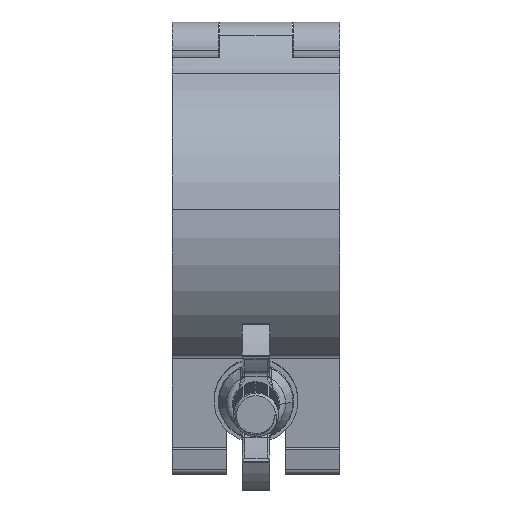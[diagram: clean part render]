
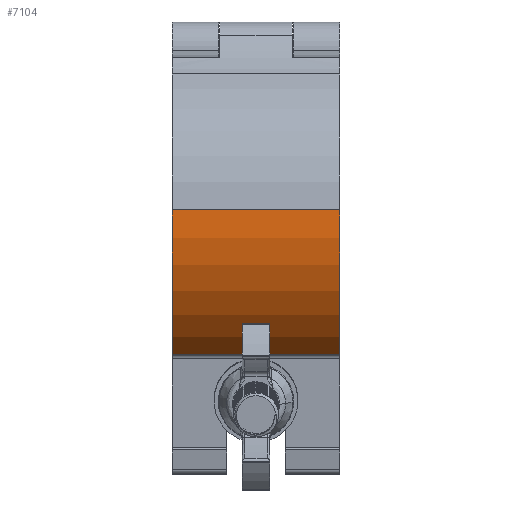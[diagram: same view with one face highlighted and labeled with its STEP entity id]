
A CAD part, top view. The second image highlights one B-rep face of the part: STEP entity #7104.
In plain terms, the highlighted cylindrical face has radius 29.7 mm (diameter 59.4 mm), a partial arc.
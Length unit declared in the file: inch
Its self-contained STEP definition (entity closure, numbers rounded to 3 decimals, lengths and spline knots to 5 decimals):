
#636=FACE_OUTER_BOUND('',#1072,.T.);
#1072=EDGE_LOOP('',(#4957,#4958,#4959,#4960));
#1527=CIRCLE('',#7830,1.16929);
#1528=CIRCLE('',#7831,1.16929);
#1816=LINE('',#10390,#2204);
#1817=LINE('',#10393,#2205);
#2204=VECTOR('',#8709,39.37008);
#2205=VECTOR('',#8712,39.37008);
#2867=VERTEX_POINT('',#10386);
#2868=VERTEX_POINT('',#10387);
#2869=VERTEX_POINT('',#10389);
#2870=VERTEX_POINT('',#10391);
#3649=EDGE_CURVE('',#2867,#2868,#1527,.T.);
#3650=EDGE_CURVE('',#2867,#2869,#1816,.T.);
#3651=EDGE_CURVE('',#2869,#2870,#1528,.T.);
#3652=EDGE_CURVE('',#2868,#2870,#1817,.T.);
#4957=ORIENTED_EDGE('',*,*,#3649,.F.);
#4958=ORIENTED_EDGE('',*,*,#3650,.T.);
#4959=ORIENTED_EDGE('',*,*,#3651,.T.);
#4960=ORIENTED_EDGE('',*,*,#3652,.F.);
#6866=CYLINDRICAL_SURFACE('',#7829,1.16929);
#7104=ADVANCED_FACE('',(#636),#6866,.T.);
#7829=AXIS2_PLACEMENT_3D('',#10385,#8705,#8706);
#7830=AXIS2_PLACEMENT_3D('',#10388,#8707,#8708);
#7831=AXIS2_PLACEMENT_3D('',#10392,#8710,#8711);
#8705=DIRECTION('center_axis',(-1.,0.,0.));
#8706=DIRECTION('ref_axis',(0.,0.058,0.998));
#8707=DIRECTION('center_axis',(1.,0.,0.));
#8708=DIRECTION('ref_axis',(0.,0.058,0.998));
#8709=DIRECTION('',(-1.,0.,0.));
#8710=DIRECTION('center_axis',(1.,0.,0.));
#8711=DIRECTION('ref_axis',(0.,0.058,0.998));
#8712=DIRECTION('',(-1.,0.,0.));
#10385=CARTESIAN_POINT('Origin',(2.78535,0.03317,2.39141));
#10386=CARTESIAN_POINT('',(2.78535,0.10067,3.55875));
#10387=CARTESIAN_POINT('',(2.78535,-0.92057,3.06789));
#10388=CARTESIAN_POINT('Origin',(2.78535,0.03317,2.39141));
#10389=CARTESIAN_POINT('',(1.60424,0.10067,3.55875));
#10390=CARTESIAN_POINT('',(2.78535,0.10067,3.55875));
#10391=CARTESIAN_POINT('',(1.60424,-0.92057,3.06789));
#10392=CARTESIAN_POINT('Origin',(1.60424,0.03317,2.39141));
#10393=CARTESIAN_POINT('',(2.19479,-0.92057,3.06789));
